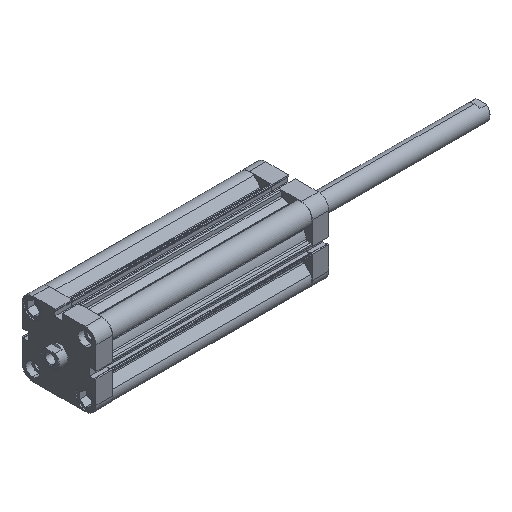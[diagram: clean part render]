
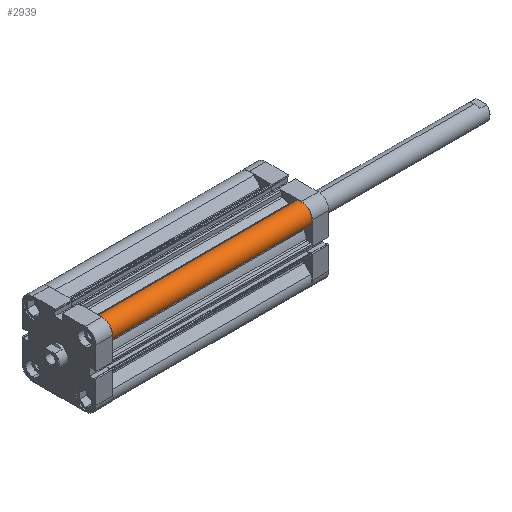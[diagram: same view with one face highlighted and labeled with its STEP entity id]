
A CAD part, isometric view. The second image highlights one B-rep face of the part: STEP entity #2939.
In plain terms, the highlighted cylindrical face has radius 9.25 mm (diameter 18.5 mm), a partial arc.
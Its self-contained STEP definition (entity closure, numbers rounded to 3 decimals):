
#26 = AXIS2_PLACEMENT_3D ( 'NONE', #199, #214, #215 ) ;
#199 = CARTESIAN_POINT ( 'NONE',  ( 23.25, -23.25, 177. ) ) ;
#214 = DIRECTION ( 'NONE',  ( 0., 0., 1. ) ) ;
#215 = DIRECTION ( 'NONE',  ( -1., 0., 0. ) ) ;
#1669 = DIRECTION ( 'NONE',  ( -1., 0., 0. ) ) ;
#1685 = DIRECTION ( 'NONE',  ( 0., 0., -1. ) ) ;
#1764 = CARTESIAN_POINT ( 'NONE',  ( 23.25, -23.25, 177. ) ) ;
#2082 = VERTEX_POINT ( 'NONE', #2461 ) ;
#2088 = VERTEX_POINT ( 'NONE', #2454 ) ;
#2219 = VERTEX_POINT ( 'NONE', #2504 ) ;
#2454 = CARTESIAN_POINT ( 'NONE',  ( 31.559, -19.184, 177. ) ) ;
#2461 = CARTESIAN_POINT ( 'NONE',  ( 19.184, -31.559, 0. ) ) ;
#2470 = VERTEX_POINT ( 'NONE', #2517 ) ;
#2504 = CARTESIAN_POINT ( 'NONE',  ( 31.559, -19.184, 0. ) ) ;
#2517 = CARTESIAN_POINT ( 'NONE',  ( 19.184, -31.559, 177. ) ) ;
#2939 = ADVANCED_FACE ( 'NONE', ( #6293 ), #6290, .T. ) ;
#3517 = LINE ( 'NONE', #7486, #3518 ) ;
#3518 = VECTOR ( 'NONE', #7487, 1000. ) ;
#3526 = LINE ( 'NONE', #7498, #3531 ) ;
#3531 = VECTOR ( 'NONE', #7501, 1000. ) ;
#3609 = CIRCLE ( 'NONE', #5262, 9.25 ) ;
#3723 = CIRCLE ( 'NONE', #26, 9.25 ) ;
#4449 = EDGE_CURVE ( 'NONE', #2470, #2082, #3517, .T. ) ;
#4456 = EDGE_CURVE ( 'NONE', #2088, #2219, #3526, .T. ) ;
#4504 = EDGE_CURVE ( 'NONE', #2082, #2219, #3609, .T. ) ;
#4591 = EDGE_CURVE ( 'NONE', #2470, #2088, #3723, .T. ) ;
#4970 = AXIS2_PLACEMENT_3D ( 'NONE', #1764, #1685, #1669 ) ;
#5262 = AXIS2_PLACEMENT_3D ( 'NONE', #7606, #7617, #7618 ) ;
#5835 = ORIENTED_EDGE ( 'NONE', *, *, #4504, .T. ) ;
#5836 = ORIENTED_EDGE ( 'NONE', *, *, #4456, .F. ) ;
#5837 = ORIENTED_EDGE ( 'NONE', *, *, #4591, .F. ) ;
#5838 = ORIENTED_EDGE ( 'NONE', *, *, #4449, .T. ) ;
#6163 = EDGE_LOOP ( 'NONE', ( #5835, #5836, #5837, #5838 ) ) ;
#6290 = CYLINDRICAL_SURFACE ( 'NONE', #4970, 9.25 ) ;
#6293 = FACE_OUTER_BOUND ( 'NONE', #6163, .T. ) ;
#7486 = CARTESIAN_POINT ( 'NONE',  ( 19.184, -31.559, 177. ) ) ;
#7487 = DIRECTION ( 'NONE',  ( 0., 0., -1. ) ) ;
#7498 = CARTESIAN_POINT ( 'NONE',  ( 31.559, -19.184, 177. ) ) ;
#7501 = DIRECTION ( 'NONE',  ( 0., 0., -1. ) ) ;
#7606 = CARTESIAN_POINT ( 'NONE',  ( 23.25, -23.25, 0. ) ) ;
#7617 = DIRECTION ( 'NONE',  ( 0., 0., 1. ) ) ;
#7618 = DIRECTION ( 'NONE',  ( -1., 0., 0. ) ) ;
